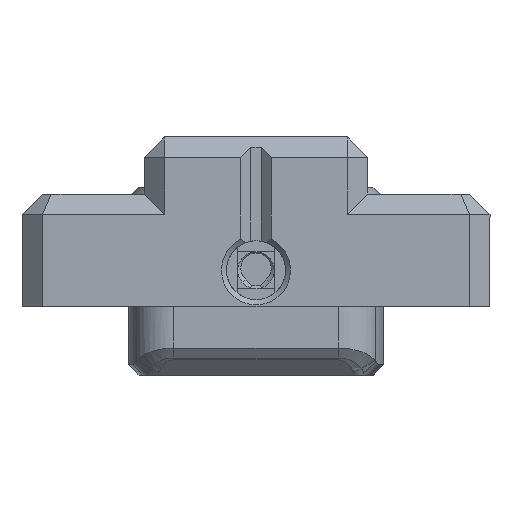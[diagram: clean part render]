
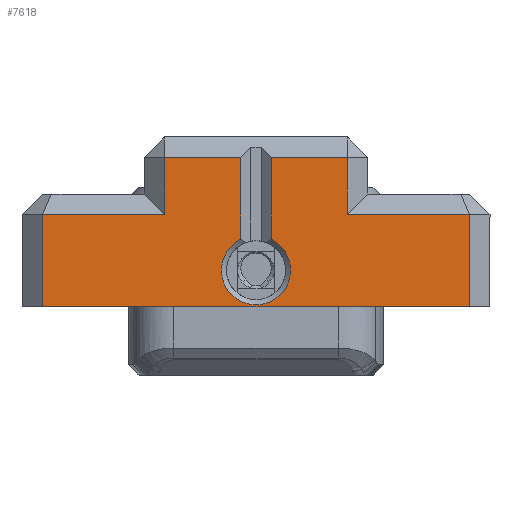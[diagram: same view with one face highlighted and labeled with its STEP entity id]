
A CAD part, front view. The second image highlights one B-rep face of the part: STEP entity #7618.
In plain terms, the highlighted planar face has unit normal (0, -1, 0).
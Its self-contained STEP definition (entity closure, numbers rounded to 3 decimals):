
#354=FACE_OUTER_BOUND('',#806,.T.);
#806=EDGE_LOOP('',(#5077,#5078,#5079,#5080,#5081,#5082,#5083,#5084,#5085,
#5086,#5087,#5088));
#1284=CIRCLE('',#8093,3.4);
#1394=LINE('',#10707,#2272);
#1413=LINE('',#10900,#2291);
#1416=LINE('',#10906,#2294);
#1417=LINE('',#10917,#2295);
#1418=LINE('',#10919,#2296);
#1419=LINE('',#10921,#2297);
#1420=LINE('',#10922,#2298);
#1421=LINE('',#10924,#2299);
#1422=LINE('',#10926,#2300);
#1423=LINE('',#10928,#2301);
#1424=LINE('',#10929,#2302);
#2272=VECTOR('',#8670,10.);
#2291=VECTOR('',#8707,10.);
#2294=VECTOR('',#8712,10.);
#2295=VECTOR('',#8723,10.);
#2296=VECTOR('',#8724,10.);
#2297=VECTOR('',#8725,10.);
#2298=VECTOR('',#8726,10.);
#2299=VECTOR('',#8727,10.);
#2300=VECTOR('',#8728,10.);
#2301=VECTOR('',#8729,10.);
#2302=VECTOR('',#8730,10.);
#3152=VERTEX_POINT('',#10704);
#3153=VERTEX_POINT('',#10706);
#3195=VERTEX_POINT('',#10895);
#3196=VERTEX_POINT('',#10899);
#3197=VERTEX_POINT('',#10903);
#3198=VERTEX_POINT('',#10905);
#3200=VERTEX_POINT('',#10916);
#3201=VERTEX_POINT('',#10918);
#3202=VERTEX_POINT('',#10920);
#3203=VERTEX_POINT('',#10923);
#3204=VERTEX_POINT('',#10925);
#3205=VERTEX_POINT('',#10927);
#3874=EDGE_CURVE('',#3153,#3152,#1394,.F.);
#3918=EDGE_CURVE('',#3195,#3196,#1413,.T.);
#3921=EDGE_CURVE('',#3197,#3198,#1416,.T.);
#3924=EDGE_CURVE('',#3198,#3195,#1284,.T.);
#3926=EDGE_CURVE('',#3200,#3197,#1417,.T.);
#3927=EDGE_CURVE('',#3201,#3200,#1418,.T.);
#3928=EDGE_CURVE('',#3202,#3201,#1419,.T.);
#3929=EDGE_CURVE('',#3153,#3202,#1420,.T.);
#3930=EDGE_CURVE('',#3152,#3203,#1421,.T.);
#3931=EDGE_CURVE('',#3204,#3203,#1422,.T.);
#3932=EDGE_CURVE('',#3205,#3204,#1423,.T.);
#3933=EDGE_CURVE('',#3196,#3205,#1424,.T.);
#5077=ORIENTED_EDGE('',*,*,#3918,.F.);
#5078=ORIENTED_EDGE('',*,*,#3924,.F.);
#5079=ORIENTED_EDGE('',*,*,#3921,.F.);
#5080=ORIENTED_EDGE('',*,*,#3926,.F.);
#5081=ORIENTED_EDGE('',*,*,#3927,.F.);
#5082=ORIENTED_EDGE('',*,*,#3928,.F.);
#5083=ORIENTED_EDGE('',*,*,#3929,.F.);
#5084=ORIENTED_EDGE('',*,*,#3874,.T.);
#5085=ORIENTED_EDGE('',*,*,#3930,.T.);
#5086=ORIENTED_EDGE('',*,*,#3931,.F.);
#5087=ORIENTED_EDGE('',*,*,#3932,.F.);
#5088=ORIENTED_EDGE('',*,*,#3933,.F.);
#7306=PLANE('',#8095);
#7618=ADVANCED_FACE('',(#354),#7306,.F.);
#8093=AXIS2_PLACEMENT_3D('',#10913,#8717,#8718);
#8095=AXIS2_PLACEMENT_3D('',#10915,#8721,#8722);
#8670=DIRECTION('',(-1.,0.,0.));
#8707=DIRECTION('',(0.,0.,1.));
#8712=DIRECTION('',(0.,0.,-1.));
#8717=DIRECTION('center_axis',(0.,-1.,0.));
#8718=DIRECTION('ref_axis',(0.,0.,-1.));
#8721=DIRECTION('center_axis',(0.,1.,0.));
#8722=DIRECTION('ref_axis',(1.,0.,0.));
#8723=DIRECTION('',(1.,0.,0.));
#8724=DIRECTION('',(0.,0.,1.));
#8725=DIRECTION('',(1.,0.,0.));
#8726=DIRECTION('',(0.,0.,1.));
#8727=DIRECTION('',(0.,0.,1.));
#8728=DIRECTION('',(1.,0.,0.));
#8729=DIRECTION('',(0.,0.,-1.));
#8730=DIRECTION('',(1.,0.,0.));
#10704=CARTESIAN_POINT('',(20.981,-410.779,-311.831));
#10706=CARTESIAN_POINT('',(-20.981,-410.779,-311.831));
#10707=CARTESIAN_POINT('',(-4.35,-410.779,-311.831));
#10895=CARTESIAN_POINT('',(1.5,-410.779,-305.174));
#10899=CARTESIAN_POINT('',(1.5,-410.779,-297.144));
#10900=CARTESIAN_POINT('',(1.5,-410.779,-296.835));
#10903=CARTESIAN_POINT('',(-1.5,-410.779,-297.144));
#10905=CARTESIAN_POINT('',(-1.5,-410.779,-305.174));
#10906=CARTESIAN_POINT('',(-1.5,-410.779,-300.694));
#10913=CARTESIAN_POINT('Origin',(0.,-410.779,
-308.225));
#10915=CARTESIAN_POINT('Origin',(-8.7,-410.779,-296.525));
#10916=CARTESIAN_POINT('',(-8.981,-410.779,-297.144));
#10917=CARTESIAN_POINT('',(0.975,-410.779,-297.144));
#10918=CARTESIAN_POINT('',(-8.981,-410.779,-302.731));
#10919=CARTESIAN_POINT('',(-8.981,-410.779,-296.525));
#10920=CARTESIAN_POINT('',(-20.981,-410.779,-302.731));
#10921=CARTESIAN_POINT('',(-12.35,-410.779,-302.731));
#10922=CARTESIAN_POINT('',(-20.981,-410.779,-300.425));
#10923=CARTESIAN_POINT('',(20.981,-410.779,-302.731));
#10924=CARTESIAN_POINT('',(20.981,-410.779,-303.231));
#10925=CARTESIAN_POINT('',(8.981,-410.779,-302.731));
#10926=CARTESIAN_POINT('',(3.65,-410.779,-302.731));
#10927=CARTESIAN_POINT('',(8.981,-410.779,-297.144));
#10928=CARTESIAN_POINT('',(8.981,-410.779,-296.525));
#10929=CARTESIAN_POINT('',(0.975,-410.779,-297.144));
